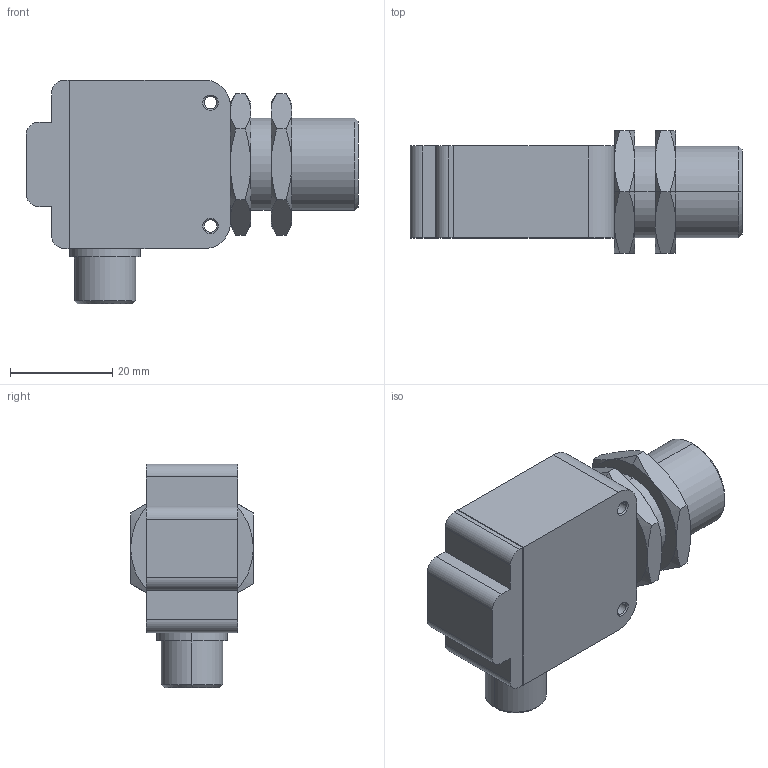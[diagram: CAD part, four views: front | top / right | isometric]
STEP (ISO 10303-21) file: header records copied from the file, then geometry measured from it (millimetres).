
FILE_DESCRIPTION(('starvars output'),'2;1');
FILE_NAME('cv20200406095323000034092.stp','09:53:23 2020/04/06',( 'Thomas Industrial Network Germany GmbH'),( 'Thomas Industrial Network Germany GmbH'),'unknown preprocess','ACIS' ,'unknown authorization');
FILE_SCHEMA(('AUTOMOTIVE_DESIGN_CC2 {UNKNOWN IMPLEMENTATION LEVEL}'));
Length unit declared in the file: millimetre
Products named in the file (1): PRODUCT_ID_1
Bounding box: 65 x 24 x 43.85 mm (x, y, z)
Volume: 31351.1 mm3; surface area: 7814.7 mm2
Topology: 1 solids, 1 shells, 107 faces, 242 edges, 144 vertices
Faces by surface type: plane 45, cone 44, cylinder 18
Entity records: 3317 total; most frequent: ORIENTED_EDGE 484, CARTESIAN_POINT 482, DIRECTION 287, EDGE_CURVE 242, VERTEX_POINT 144, EDGE_LOOP 118, FACE_BOUND 118, STYLED_ITEM 108
